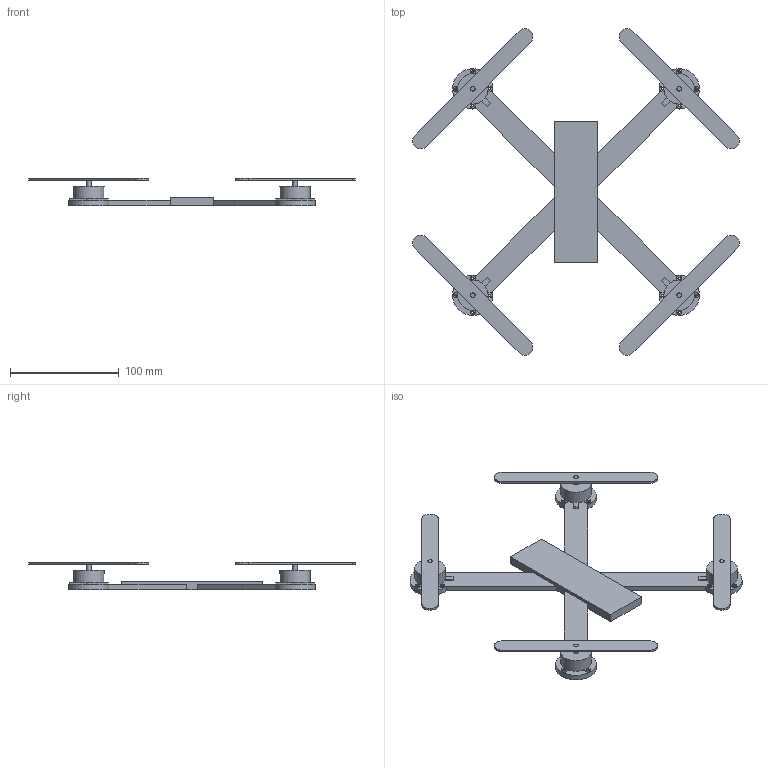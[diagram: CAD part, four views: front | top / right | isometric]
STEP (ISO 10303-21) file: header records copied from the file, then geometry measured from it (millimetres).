
FILE_DESCRIPTION(/* description */ (''),/* implementation_level */ '2;1');
FILE_NAME(/* name */ 'Drone_projet v7.step',/* time_stamp */ '2025-10-07T14:56:07+02:00',/* author */ (''),/* organization */ (''),/* preprocessor_version */ 'ST-DEVELOPER v20.1',/* originating_system */ 'Autodesk Translation Framework v14.17.0.0',/* authorisation */ '');
FILE_SCHEMA (('AUTOMOTIVE_DESIGN { 1 0 10303 214 3 1 1 }'));
Length unit declared in the file: millimetre
Products named in the file (4): Drone_projet; moteur_projet; Chassis_projet; Helice
Assembly tree (9 placements, depth 2):
  Drone_projet
    moteur_projet  x4
    Chassis_projet
    Helice  x4
Bounding box: 299.91 x 299.91 x 25.6 mm (x, y, z)
Volume: 147936.2 mm3; surface area: 73433.5 mm2
Topology: 9 solids, 9 shells, 246 faces, 640 edges, 416 vertices
Faces by surface type: plane 154, cylinder 92
Full cylindrical faces by diameter (mm): 2.2 x32, 4.2 x8, 9 x4, 27.9 x4
Entity records: 3197 total; most frequent: DIRECTION 554, CARTESIAN_POINT 520, ORIENTED_EDGE 500, EDGE_CURVE 250, AXIS2_PLACEMENT_3D 198, VERTEX_POINT 164, LINE 158, VECTOR 158
